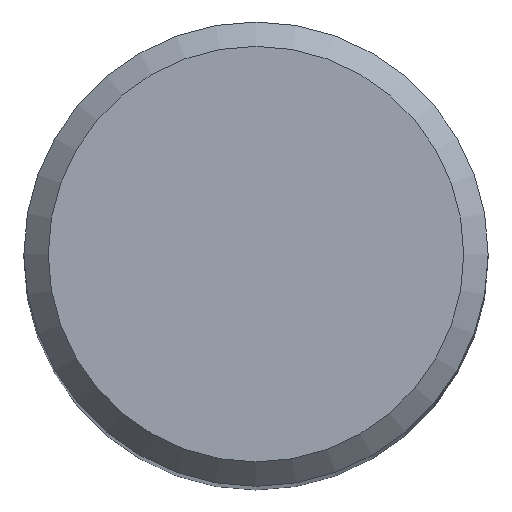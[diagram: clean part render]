
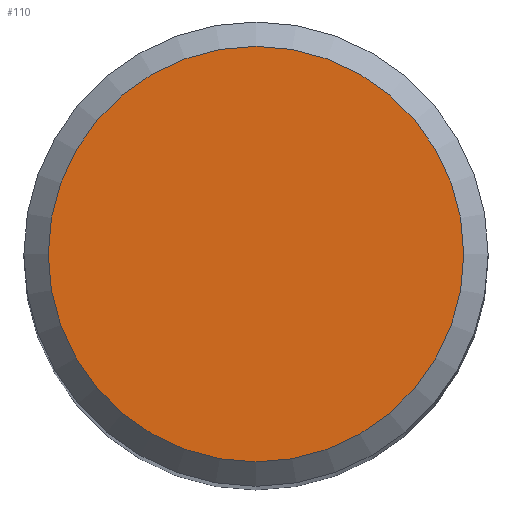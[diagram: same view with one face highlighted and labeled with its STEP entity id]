
A CAD part, top view. The second image highlights one B-rep face of the part: STEP entity #110.
In plain terms, the highlighted planar face has unit normal (0, 0, 1).
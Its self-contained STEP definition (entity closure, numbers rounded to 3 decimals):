
#110=ADVANCED_FACE('CU_SU3',(#136),#133,.F.);
#133=PLANE('',#367);
#136=FACE_OUTER_BOUND('',#146,.T.);
#146=EDGE_LOOP('',(#181));
#181=ORIENTED_EDGE('',*,*,#290,.F.);
#259=VERTEX_POINT('',#481);
#290=EDGE_CURVE('',#259,#259,#329,.T.);
#329=CIRCLE('',#366,8.522);
#366=AXIS2_PLACEMENT_3D('',#480,#408,#409);
#367=AXIS2_PLACEMENT_3D('',#482,#410,#411);
#408=DIRECTION('',(0.,0.,-1.));
#409=DIRECTION('',(1.,0.,0.));
#410=DIRECTION('',(0.,0.,-1.));
#411=DIRECTION('',(-1.,0.,0.));
#480=CARTESIAN_POINT('',(0.,0.,0.));
#481=CARTESIAN_POINT('',(8.522,0.,0.));
#482=CARTESIAN_POINT('',(0.,0.,0.));
